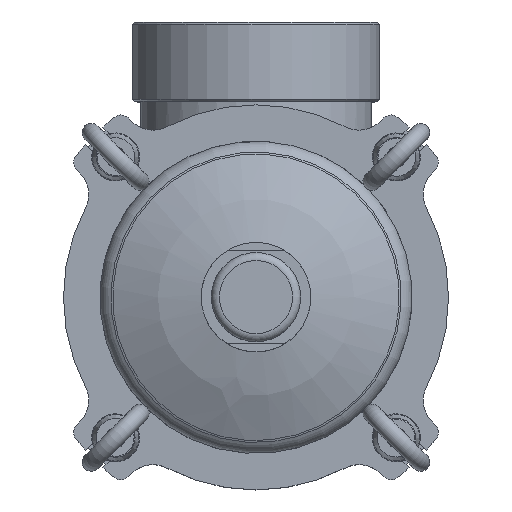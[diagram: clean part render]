
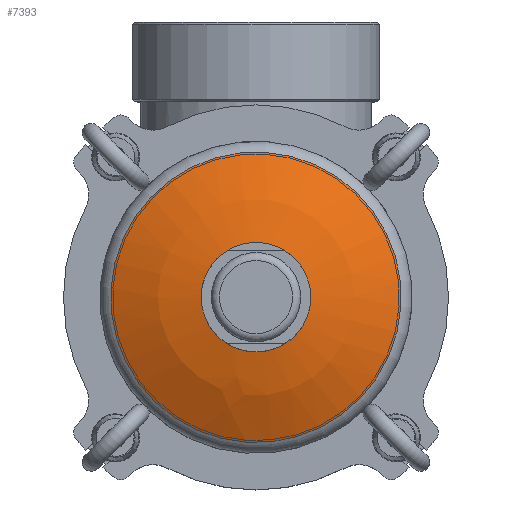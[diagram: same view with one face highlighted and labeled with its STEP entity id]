
A CAD part, top view. The second image highlights one B-rep face of the part: STEP entity #7393.
In plain terms, the highlighted spherical face has radius 154 mm.
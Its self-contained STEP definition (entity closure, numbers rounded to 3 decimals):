
#21=SPHERICAL_SURFACE('',#9476,154.);
#2477=ORIENTED_EDGE('',*,*,#4005,.F.);
#2478=ORIENTED_EDGE('',*,*,#4006,.T.);
#4005=EDGE_CURVE('',#4872,#4872,#5475,.T.);
#4006=EDGE_CURVE('',#4873,#4873,#5476,.T.);
#4872=VERTEX_POINT('',#13828);
#4873=VERTEX_POINT('',#13830);
#5475=CIRCLE('',#9477,71.653);
#5476=CIRCLE('',#9478,24.);
#5958=EDGE_LOOP('',(#2477));
#5959=EDGE_LOOP('',(#2478));
#6620=FACE_BOUND('',#5958,.T.);
#6621=FACE_BOUND('',#5959,.T.);
#7393=ADVANCED_FACE('',(#6620,#6621),#21,.T.);
#9476=AXIS2_PLACEMENT_3D('',#13826,#11087,#11088);
#9477=AXIS2_PLACEMENT_3D('',#13827,#11089,#11090);
#9478=AXIS2_PLACEMENT_3D('',#13829,#11091,#11092);
#11087=DIRECTION('',(0.,1.,0.));
#11088=DIRECTION('',(1.,0.,0.));
#11089=DIRECTION('',(0.,1.,0.));
#11090=DIRECTION('',(0.,0.,1.));
#11091=DIRECTION('',(0.,1.,0.));
#11092=DIRECTION('',(0.,0.,1.));
#13826=CARTESIAN_POINT('',(0.,154.,0.));
#13827=CARTESIAN_POINT('',(0.,17.685,0.));
#13828=CARTESIAN_POINT('',(0.,17.685,71.653));
#13829=CARTESIAN_POINT('',(0.,1.882,0.));
#13830=CARTESIAN_POINT('',(0.,1.882,24.));
